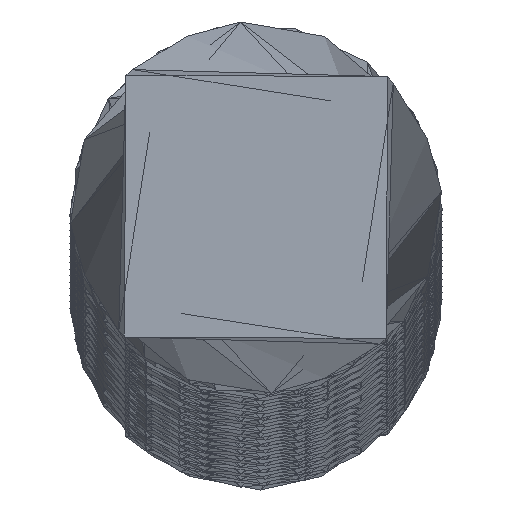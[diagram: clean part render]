
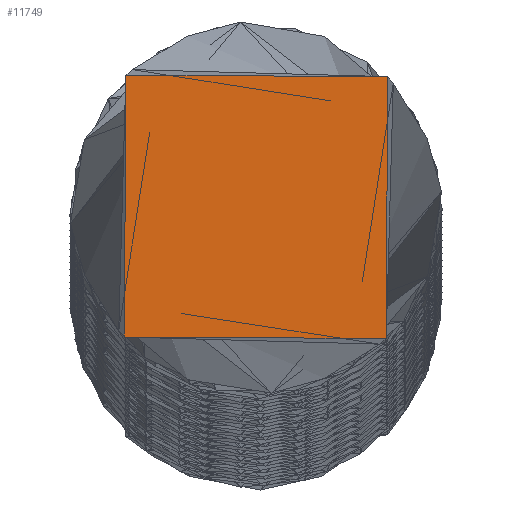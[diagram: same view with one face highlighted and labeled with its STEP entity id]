
A CAD part, top view. The second image highlights one B-rep face of the part: STEP entity #11749.
In plain terms, the highlighted planar face has unit normal (0, 0, 1).
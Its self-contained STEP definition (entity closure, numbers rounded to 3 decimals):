
#168 = CARTESIAN_POINT ( 'NONE',  ( -6.967, 7.045, 1500.008 ) ) ;
#570 = VERTEX_POINT ( 'NONE', #14751 ) ;
#578 = PLANE ( 'NONE',  #16880 ) ;
#1389 = CARTESIAN_POINT ( 'NONE',  ( 7.044, 2.296, 1500. ) ) ;
#1942 = DIRECTION ( 'NONE',  ( 0., 0., 1. ) ) ;
#1946 = EDGE_CURVE ( 'NONE', #570, #2753, #15851, .T. ) ;
#2180 = B_SPLINE_CURVE_WITH_KNOTS ( 'NONE', 3,
 ( #11520, #2676, #1389, #17589 ),
 .UNSPECIFIED., .F., .F.,
 ( 4, 4 ),
 ( 0., 0.014 ),
 .UNSPECIFIED. ) ;
#2520 = CARTESIAN_POINT ( 'NONE',  ( -7.045, -6.967, 1500.008 ) ) ;
#2676 = CARTESIAN_POINT ( 'NONE',  ( 6.976, -2.374, 1500. ) ) ;
#2677 = ORIENTED_EDGE ( 'NONE', *, *, #14328, .T. ) ;
#2753 = VERTEX_POINT ( 'NONE', #17736 ) ;
#4195 = CARTESIAN_POINT ( 'NONE',  ( -2.374, -6.976, 1500. ) ) ;
#4818 = EDGE_CURVE ( 'NONE', #2753, #16198, #2180, .T. ) ;
#6366 = CARTESIAN_POINT ( 'NONE',  ( 0., 0., 1500. ) ) ;
#7615 = CARTESIAN_POINT ( 'NONE',  ( -7.045, -6.967, 1500.008 ) ) ;
#8256 = CARTESIAN_POINT ( 'NONE',  ( -2.296, 7.044, 1500. ) ) ;
#8518 = FACE_OUTER_BOUND ( 'NONE', #9544, .T. ) ;
#8937 = CARTESIAN_POINT ( 'NONE',  ( -6.976, 2.374, 1500. ) ) ;
#9192 = EDGE_CURVE ( 'NONE', #16198, #16528, #14794, .T. ) ;
#9459 = CARTESIAN_POINT ( 'NONE',  ( -6.967, 7.045, 1500.008 ) ) ;
#9544 = EDGE_LOOP ( 'NONE', ( #15791, #2677, #10353, #15530 ) ) ;
#10226 = B_SPLINE_CURVE_WITH_KNOTS ( 'NONE', 3,
 ( #168, #8937, #14878, #7615 ),
 .UNSPECIFIED., .F., .F.,
 ( 4, 4 ),
 ( 0., 0.014 ),
 .UNSPECIFIED. ) ;
#10353 = ORIENTED_EDGE ( 'NONE', *, *, #1946, .T. ) ;
#11334 = CARTESIAN_POINT ( 'NONE',  ( -6.967, 7.045, 1500.008 ) ) ;
#11483 = CARTESIAN_POINT ( 'NONE',  ( 2.296, -7.044, 1500. ) ) ;
#11520 = CARTESIAN_POINT ( 'NONE',  ( 6.967, -7.045, 1500.008 ) ) ;
#11749 = ADVANCED_FACE ( 'NONE', ( #8518 ), #578, .T. ) ;
#14270 = CARTESIAN_POINT ( 'NONE',  ( 7.045, 6.967, 1500.008 ) ) ;
#14328 = EDGE_CURVE ( 'NONE', #16528, #570, #10226, .T. ) ;
#14751 = CARTESIAN_POINT ( 'NONE',  ( -7.045, -6.967, 1500.008 ) ) ;
#14794 = B_SPLINE_CURVE_WITH_KNOTS ( 'NONE', 3,
 ( #17091, #15780, #8256, #11334 ),
 .UNSPECIFIED., .F., .F.,
 ( 4, 4 ),
 ( 0., 0.014 ),
 .UNSPECIFIED. ) ;
#14878 = CARTESIAN_POINT ( 'NONE',  ( -7.044, -2.296, 1500. ) ) ;
#15214 = DIRECTION ( 'NONE',  ( 1., 0., 0. ) ) ;
#15530 = ORIENTED_EDGE ( 'NONE', *, *, #4818, .T. ) ;
#15780 = CARTESIAN_POINT ( 'NONE',  ( 2.374, 6.976, 1500. ) ) ;
#15791 = ORIENTED_EDGE ( 'NONE', *, *, #9192, .T. ) ;
#15851 = B_SPLINE_CURVE_WITH_KNOTS ( 'NONE', 3,
 ( #2520, #4195, #11483, #15869 ),
 .UNSPECIFIED., .F., .F.,
 ( 4, 4 ),
 ( 0., 0.014 ),
 .UNSPECIFIED. ) ;
#15869 = CARTESIAN_POINT ( 'NONE',  ( 6.967, -7.045, 1500.008 ) ) ;
#16198 = VERTEX_POINT ( 'NONE', #14270 ) ;
#16528 = VERTEX_POINT ( 'NONE', #9459 ) ;
#16880 = AXIS2_PLACEMENT_3D ( 'NONE', #6366, #1942, #15214 ) ;
#17091 = CARTESIAN_POINT ( 'NONE',  ( 7.045, 6.967, 1500.008 ) ) ;
#17589 = CARTESIAN_POINT ( 'NONE',  ( 7.045, 6.967, 1500.008 ) ) ;
#17736 = CARTESIAN_POINT ( 'NONE',  ( 6.967, -7.045, 1500.008 ) ) ;
